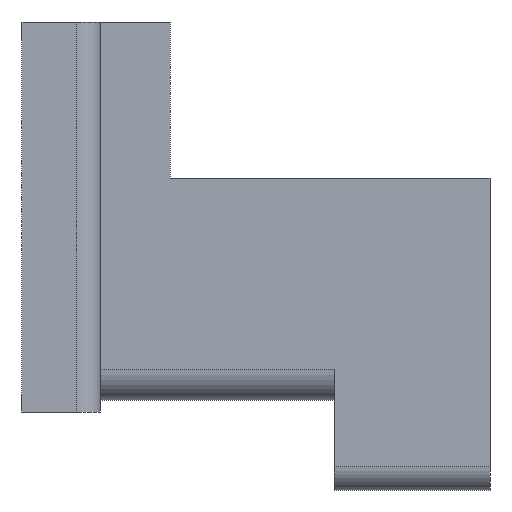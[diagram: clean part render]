
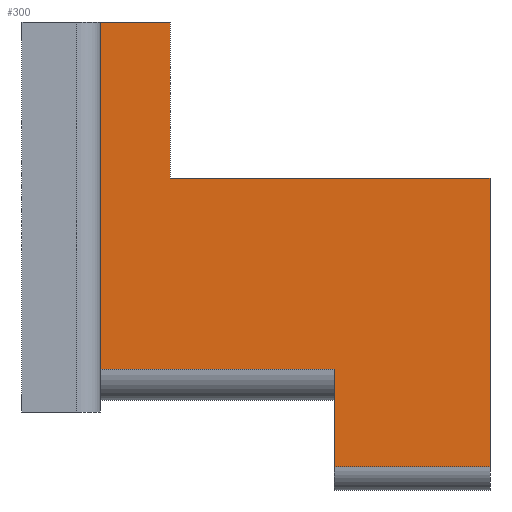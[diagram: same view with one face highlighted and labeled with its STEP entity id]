
A CAD part, left-side view. The second image highlights one B-rep face of the part: STEP entity #300.
In plain terms, the highlighted planar face has unit normal (-1, 0, 0).
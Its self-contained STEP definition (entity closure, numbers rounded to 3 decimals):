
#229=CARTESIAN_POINT('',(15.,-40.,25.));
#230=DIRECTION('',(-1.,0.,-0.));
#231=DIRECTION('',(-0.,0.,1.));
#232=AXIS2_PLACEMENT_3D('',#229,#230,#231);
#233=PLANE('',#232);
#234=CARTESIAN_POINT('',(15.,-40.,5.5));
#235=VERTEX_POINT('',#234);
#236=CARTESIAN_POINT('',(15.,-40.,-7.));
#237=VERTEX_POINT('',#236);
#238=CARTESIAN_POINT('',(15.,-40.,5.5));
#239=DIRECTION('',(0.,0.,-1.));
#240=VECTOR('',#239,12.5);
#241=LINE('',#238,#240);
#242=EDGE_CURVE('',#235,#237,#241,.T.);
#243=ORIENTED_EDGE('',*,*,#242,.T.);
#244=CARTESIAN_POINT('',(15.,-60.,-7.));
#245=VERTEX_POINT('',#244);
#246=CARTESIAN_POINT('',(15.,-40.,-7.));
#247=DIRECTION('',(-0.,-1.,-0.));
#248=VECTOR('',#247,20.);
#249=LINE('',#246,#248);
#250=EDGE_CURVE('',#237,#245,#249,.T.);
#251=ORIENTED_EDGE('',*,*,#250,.T.);
#252=CARTESIAN_POINT('',(15.,-60.,30.));
#253=VERTEX_POINT('',#252);
#254=CARTESIAN_POINT('',(15.,-60.,-7.));
#255=DIRECTION('',(-0.,0.,1.));
#256=VECTOR('',#255,37.);
#257=LINE('',#254,#256);
#258=EDGE_CURVE('',#245,#253,#257,.T.);
#259=ORIENTED_EDGE('',*,*,#258,.T.);
#260=CARTESIAN_POINT('',(15.,-19.,30.));
#261=VERTEX_POINT('',#260);
#262=CARTESIAN_POINT('',(15.,-60.,30.));
#263=DIRECTION('',(0.,1.,0.));
#264=VECTOR('',#263,41.);
#265=LINE('',#262,#264);
#266=EDGE_CURVE('',#253,#261,#265,.T.);
#267=ORIENTED_EDGE('',*,*,#266,.T.);
#268=CARTESIAN_POINT('',(15.,-19.,50.));
#269=VERTEX_POINT('',#268);
#270=CARTESIAN_POINT('',(15.,-19.,30.));
#271=DIRECTION('',(-0.,0.,1.));
#272=VECTOR('',#271,20.);
#273=LINE('',#270,#272);
#274=EDGE_CURVE('',#261,#269,#273,.T.);
#275=ORIENTED_EDGE('',*,*,#274,.T.);
#276=CARTESIAN_POINT('',(15.,-10.,50.));
#277=VERTEX_POINT('',#276);
#278=CARTESIAN_POINT('',(15.,-19.,50.));
#279=DIRECTION('',(0.,1.,0.));
#280=VECTOR('',#279,9.);
#281=LINE('',#278,#280);
#282=EDGE_CURVE('',#269,#277,#281,.T.);
#283=ORIENTED_EDGE('',*,*,#282,.T.);
#284=CARTESIAN_POINT('',(15.,-10.,5.5));
#285=VERTEX_POINT('',#284);
#286=CARTESIAN_POINT('',(15.,-10.,5.5));
#287=DIRECTION('',(-0.,0.,1.));
#288=VECTOR('',#287,44.5);
#289=LINE('',#286,#288);
#290=EDGE_CURVE('',#285,#277,#289,.T.);
#291=ORIENTED_EDGE('',*,*,#290,.F.);
#292=CARTESIAN_POINT('',(15.,-10.,5.5));
#293=DIRECTION('',(-0.,-1.,-0.));
#294=VECTOR('',#293,30.);
#295=LINE('',#292,#294);
#296=EDGE_CURVE('',#285,#235,#295,.T.);
#297=ORIENTED_EDGE('',*,*,#296,.T.);
#298=EDGE_LOOP('',(#243,#251,#259,#267,#275,#283,#291,#297));
#299=FACE_BOUND('',#298,.T.);
#300=ADVANCED_FACE('',(#299),#233,.T.);
